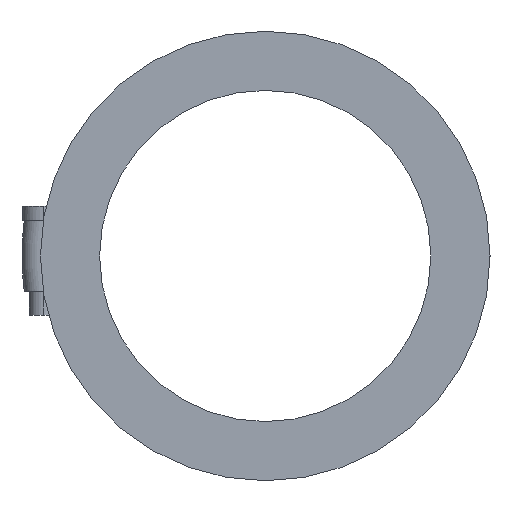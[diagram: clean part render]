
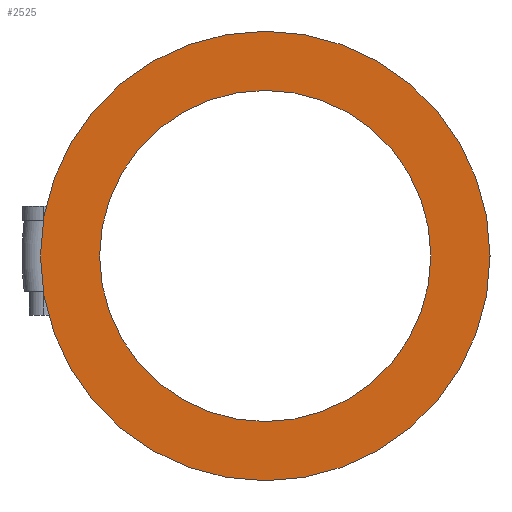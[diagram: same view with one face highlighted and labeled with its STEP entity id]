
A CAD part, left-side view. The second image highlights one B-rep face of the part: STEP entity #2525.
In plain terms, the highlighted planar face has unit normal (-1, 0, 0).
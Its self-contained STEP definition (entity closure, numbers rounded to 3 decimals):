
#74 = VERTEX_POINT ( 'NONE', #2835 ) ;
#159 = AXIS2_PLACEMENT_3D ( 'NONE', #322, #342, #420 ) ;
#322 = CARTESIAN_POINT ( 'NONE',  ( -9.379, 0., 0. ) ) ;
#342 = DIRECTION ( 'NONE',  ( -1., 0., 0. ) ) ;
#387 = CIRCLE ( 'NONE', #3640, 35. ) ;
#420 = DIRECTION ( 'NONE',  ( 0., 1., 0. ) ) ;
#423 = PLANE ( 'NONE',  #2328 ) ;
#1207 = CIRCLE ( 'NONE', #4908, 47.5 ) ;
#1444 = DIRECTION ( 'NONE',  ( -1., 0., 0. ) ) ;
#1868 = EDGE_LOOP ( 'NONE', ( #5042, #3241 ) ) ;
#1961 = CARTESIAN_POINT ( 'NONE',  ( -9.379, -47.5, 0. ) ) ;
#2020 = CARTESIAN_POINT ( 'NONE',  ( -9.379, 0., 0. ) ) ;
#2086 = DIRECTION ( 'NONE',  ( -1., 0., 0. ) ) ;
#2183 = EDGE_CURVE ( 'NONE', #2478, #74, #2961, .T. ) ;
#2189 = EDGE_CURVE ( 'NONE', #4772, #2276, #2818, .T. ) ;
#2208 = CARTESIAN_POINT ( 'NONE',  ( -9.379, 35., 0. ) ) ;
#2276 = VERTEX_POINT ( 'NONE', #2580 ) ;
#2328 = AXIS2_PLACEMENT_3D ( 'NONE', #3216, #3196, #3177 ) ;
#2478 = VERTEX_POINT ( 'NONE', #1961 ) ;
#2482 = DIRECTION ( 'NONE',  ( 0., 1., 0. ) ) ;
#2525 = ADVANCED_FACE ( 'NONE', ( #4626, #3797 ), #423, .F. ) ;
#2580 = CARTESIAN_POINT ( 'NONE',  ( -9.379, -35., 0. ) ) ;
#2818 = CIRCLE ( 'NONE', #159, 35. ) ;
#2835 = CARTESIAN_POINT ( 'NONE',  ( -9.379, 47.5, 0. ) ) ;
#2923 = EDGE_LOOP ( 'NONE', ( #5525, #4354 ) ) ;
#2961 = CIRCLE ( 'NONE', #5649, 47.5 ) ;
#3177 = DIRECTION ( 'NONE',  ( 0., -1., 0. ) ) ;
#3196 = DIRECTION ( 'NONE',  ( 1., 0., 0. ) ) ;
#3216 = CARTESIAN_POINT ( 'NONE',  ( -9.379, 0., -35. ) ) ;
#3241 = ORIENTED_EDGE ( 'NONE', *, *, #2183, .T. ) ;
#3640 = AXIS2_PLACEMENT_3D ( 'NONE', #2020, #5192, #2482 ) ;
#3652 = EDGE_CURVE ( 'NONE', #74, #2478, #1207, .T. ) ;
#3797 = FACE_OUTER_BOUND ( 'NONE', #1868, .T. ) ;
#4094 = DIRECTION ( 'NONE',  ( 0., 1., 0. ) ) ;
#4212 = CARTESIAN_POINT ( 'NONE',  ( -9.379, 0., 0. ) ) ;
#4353 = EDGE_CURVE ( 'NONE', #2276, #4772, #387, .T. ) ;
#4354 = ORIENTED_EDGE ( 'NONE', *, *, #4353, .F. ) ;
#4626 = FACE_BOUND ( 'NONE', #2923, .T. ) ;
#4644 = DIRECTION ( 'NONE',  ( 0., 1., 0. ) ) ;
#4772 = VERTEX_POINT ( 'NONE', #2208 ) ;
#4908 = AXIS2_PLACEMENT_3D ( 'NONE', #4212, #1444, #4644 ) ;
#5042 = ORIENTED_EDGE ( 'NONE', *, *, #3652, .T. ) ;
#5192 = DIRECTION ( 'NONE',  ( -1., 0., 0. ) ) ;
#5315 = CARTESIAN_POINT ( 'NONE',  ( -9.379, 0., 0. ) ) ;
#5525 = ORIENTED_EDGE ( 'NONE', *, *, #2189, .F. ) ;
#5649 = AXIS2_PLACEMENT_3D ( 'NONE', #5315, #2086, #4094 ) ;
